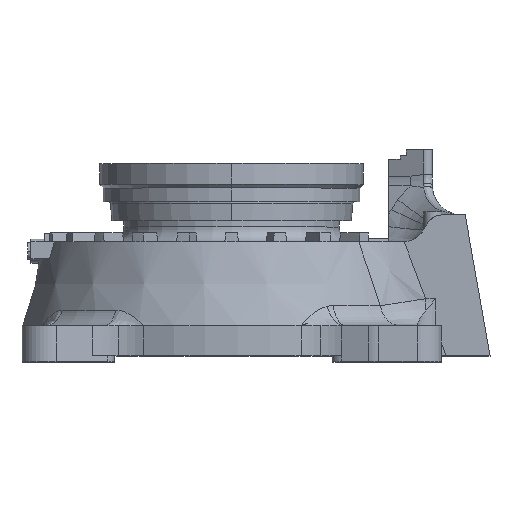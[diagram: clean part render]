
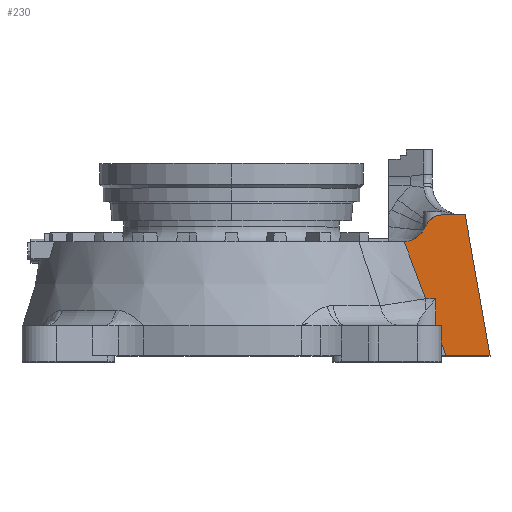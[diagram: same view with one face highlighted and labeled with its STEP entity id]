
A CAD part, top view. The second image highlights one B-rep face of the part: STEP entity #230.
In plain terms, the highlighted planar face has unit normal (0, 0, 1).
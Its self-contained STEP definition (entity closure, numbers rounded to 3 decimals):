
#22 = EDGE_CURVE ( 'NONE', #4579, #14066, #11777, .T. ) ;
#137 = CARTESIAN_POINT ( 'NONE',  ( 300.401, 168.495, 200. ) ) ;
#230 = ADVANCED_FACE ( 'NONE', ( #9425 ), #2196, .T. ) ;
#252 = CARTESIAN_POINT ( 'NONE',  ( 352.084, 26.341, 200. ) ) ;
#461 = DIRECTION ( 'NONE',  ( -1., 0., 0. ) ) ;
#883 = VECTOR ( 'NONE', #1559, 1000. ) ;
#888 = LINE ( 'NONE', #8168, #1624 ) ;
#1228 = AXIS2_PLACEMENT_3D ( 'NONE', #15421, #8426, #8276 ) ;
#1559 = DIRECTION ( 'NONE',  ( -1., 0., 0. ) ) ;
#1581 = CARTESIAN_POINT ( 'NONE',  ( 340.498, 58.965, 200. ) ) ;
#1624 = VECTOR ( 'NONE', #8251, 1000. ) ;
#2025 = VECTOR ( 'NONE', #2591, 1000. ) ;
#2039 = VERTEX_POINT ( 'NONE', #5600 ) ;
#2196 = PLANE ( 'NONE',  #7131 ) ;
#2316 = CARTESIAN_POINT ( 'NONE',  ( 326.34, 230., 200. ) ) ;
#2512 = CARTESIAN_POINT ( 'NONE',  ( 346.32, 42.663, 200. ) ) ;
#2591 = DIRECTION ( 'NONE',  ( 1., 0., 0. ) ) ;
#2621 = EDGE_CURVE ( 'NONE', #6988, #6320, #13608, .T. ) ;
#2713 = CARTESIAN_POINT ( 'NONE',  ( 352.321, 215., 200. ) ) ;
#2973 = EDGE_CURVE ( 'NONE', #14790, #5593, #8483, .T. ) ;
#3359 = DIRECTION ( 'NONE',  ( 1., 0., 0. ) ) ;
#3363 = CARTESIAN_POINT ( 'NONE',  ( 431.437, 10., 200. ) ) ;
#3472 = CIRCLE ( 'NONE', #1228, 40. ) ;
#3526 = VERTEX_POINT ( 'NONE', #8774 ) ;
#3682 = CARTESIAN_POINT ( 'NONE',  ( 357.797, 10., 200. ) ) ;
#3875 = DIRECTION ( 'NONE',  ( 0., 0., 1. ) ) ;
#4111 = CARTESIAN_POINT ( 'NONE',  ( 323.876, 105., 200. ) ) ;
#4202 = ORIENTED_EDGE ( 'NONE', *, *, #10045, .T. ) ;
#4308 = EDGE_CURVE ( 'NONE', #13684, #3526, #11199, .T. ) ;
#4579 = VERTEX_POINT ( 'NONE', #13213 ) ;
#5146 = DIRECTION ( 'NONE',  ( 1., 0., 0. ) ) ;
#5593 = VERTEX_POINT ( 'NONE', #9581 ) ;
#5600 = CARTESIAN_POINT ( 'NONE',  ( 288.191, 200.064, 200. ) ) ;
#5736 = ORIENTED_EDGE ( 'NONE', *, *, #11353, .F. ) ;
#6083 = CARTESIAN_POINT ( 'NONE',  ( 323.876, 105., 200. ) ) ;
#6250 = ORIENTED_EDGE ( 'NONE', *, *, #2973, .T. ) ;
#6289 = ORIENTED_EDGE ( 'NONE', *, *, #2621, .T. ) ;
#6320 = VERTEX_POINT ( 'NONE', #14283 ) ;
#6566 = CARTESIAN_POINT ( 'NONE',  ( 390., 245., 200. ) ) ;
#6579 = ORIENTED_EDGE ( 'NONE', *, *, #14727, .T. ) ;
#6988 = VERTEX_POINT ( 'NONE', #2316 ) ;
#7131 = AXIS2_PLACEMENT_3D ( 'NONE', #9346, #14122, #3359 ) ;
#7443 = EDGE_LOOP ( 'NONE', ( #13872, #6250, #13440, #11286, #5736, #4202, #12555, #6579, #6289, #14520 ) ) ;
#7713 = CIRCLE ( 'NONE', #10494, 30. ) ;
#7739 = CARTESIAN_POINT ( 'NONE',  ( 520., 10., 200. ) ) ;
#8168 = CARTESIAN_POINT ( 'NONE',  ( 340.498, 59.407, 200. ) ) ;
#8251 = DIRECTION ( 'NONE',  ( 0., -1., 0. ) ) ;
#8276 = DIRECTION ( 'NONE',  ( 1., 0., 0. ) ) ;
#8426 = DIRECTION ( 'NONE',  ( 0., 0., -1. ) ) ;
#8483 = LINE ( 'NONE', #13349, #2025 ) ;
#8607 = CARTESIAN_POINT ( 'NONE',  ( 335., 245., 200. ) ) ;
#8774 = CARTESIAN_POINT ( 'NONE',  ( 352.321, 245., 200. ) ) ;
#8894 = DIRECTION ( 'NONE',  ( -0.5, -0.866, 0. ) ) ;
#9188 = CARTESIAN_POINT ( 'NONE',  ( 390., 245., 200. ) ) ;
#9346 = CARTESIAN_POINT ( 'NONE',  ( 520., 235., 200. ) ) ;
#9425 = FACE_OUTER_BOUND ( 'NONE', #7443, .T. ) ;
#9574 = VECTOR ( 'NONE', #461, 1000. ) ;
#9581 = CARTESIAN_POINT ( 'NONE',  ( 340.498, 105., 200. ) ) ;
#10045 = EDGE_CURVE ( 'NONE', #12370, #13684, #15141, .T. ) ;
#10081 = CARTESIAN_POINT ( 'NONE',  ( 309.019, 200., 200. ) ) ;
#10494 = AXIS2_PLACEMENT_3D ( 'NONE', #2713, #3875, #5146 ) ;
#10641 = VECTOR ( 'NONE', #13970, 1000. ) ;
#10684 = EDGE_CURVE ( 'NONE', #5593, #4579, #888, .T. ) ;
#10953 = CARTESIAN_POINT ( 'NONE',  ( 357.797, 10., 200. ) ) ;
#10955 = CARTESIAN_POINT ( 'NONE',  ( 312.264, 136.792, 200. ) ) ;
#11199 = LINE ( 'NONE', #8607, #9574 ) ;
#11286 = ORIENTED_EDGE ( 'NONE', *, *, #22, .T. ) ;
#11353 = EDGE_CURVE ( 'NONE', #12370, #14066, #12303, .T. ) ;
#11777 = B_SPLINE_CURVE_WITH_KNOTS ( 'NONE', 3,
 ( #1581, #2512, #252, #3682 ),
 .UNSPECIFIED., .F., .F.,
 ( 4, 4 ),
 ( 0.15, 0.202 ),
 .UNSPECIFIED. ) ;
#12303 = LINE ( 'NONE', #7739, #883 ) ;
#12370 = VERTEX_POINT ( 'NONE', #3363 ) ;
#12555 = ORIENTED_EDGE ( 'NONE', *, *, #4308, .T. ) ;
#12573 = VECTOR ( 'NONE', #8894, 1000. ) ;
#12997 = EDGE_CURVE ( 'NONE', #2039, #14790, #14038, .T. ) ;
#13213 = CARTESIAN_POINT ( 'NONE',  ( 340.498, 58.965, 200. ) ) ;
#13308 = CARTESIAN_POINT ( 'NONE',  ( 288.191, 200.064, 200. ) ) ;
#13349 = CARTESIAN_POINT ( 'NONE',  ( 340.498, 105., 200. ) ) ;
#13440 = ORIENTED_EDGE ( 'NONE', *, *, #10684, .T. ) ;
#13608 = LINE ( 'NONE', #10081, #12573 ) ;
#13684 = VERTEX_POINT ( 'NONE', #6566 ) ;
#13872 = ORIENTED_EDGE ( 'NONE', *, *, #12997, .T. ) ;
#13970 = DIRECTION ( 'NONE',  ( -0.174, 0.985, 0. ) ) ;
#14038 = B_SPLINE_CURVE_WITH_KNOTS ( 'NONE', 3,
 ( #13308, #137, #10955, #6083 ),
 .UNSPECIFIED., .F., .F.,
 ( 4, 4 ),
 ( 0., 0.101 ),
 .UNSPECIFIED. ) ;
#14066 = VERTEX_POINT ( 'NONE', #10953 ) ;
#14122 = DIRECTION ( 'NONE',  ( 0., 0., 1. ) ) ;
#14283 = CARTESIAN_POINT ( 'NONE',  ( 320.566, 220., 200. ) ) ;
#14520 = ORIENTED_EDGE ( 'NONE', *, *, #15091, .T. ) ;
#14727 = EDGE_CURVE ( 'NONE', #3526, #6988, #7713, .T. ) ;
#14790 = VERTEX_POINT ( 'NONE', #4111 ) ;
#15091 = EDGE_CURVE ( 'NONE', #6320, #2039, #3472, .T. ) ;
#15141 = LINE ( 'NONE', #9188, #10641 ) ;
#15421 = CARTESIAN_POINT ( 'NONE',  ( 285.925, 240., 200. ) ) ;
